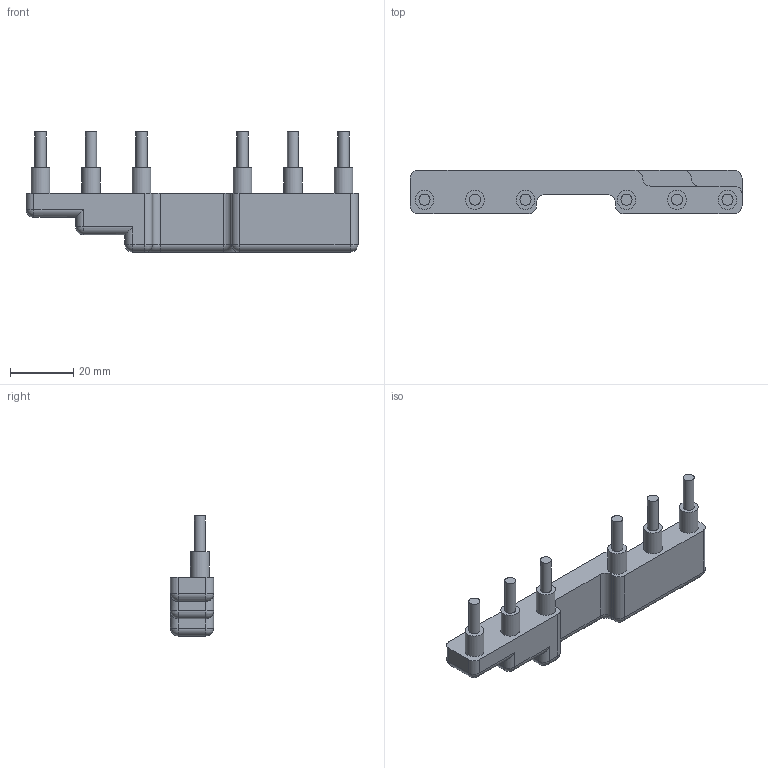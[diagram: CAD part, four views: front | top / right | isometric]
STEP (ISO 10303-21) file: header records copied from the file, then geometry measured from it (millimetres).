
FILE_DESCRIPTION((''),'2;1');
FILE_NAME('12C90085G01 - 300-RWS40 R1.stp','2015-05-26T11:21:38',('rshanor'),(''),'Autodesk Inventor 2013','Autodesk Inventor 2013','');
FILE_SCHEMA(('AUTOMOTIVE_DESIGN { 1 2 10303 214 0 1 1 1 }'));
Length unit declared in the file: inch
Products named in the file (1): 12C90085G01
Bounding box: 105.2 x 13.7 x 38.1 mm (x, y, z)
Volume: 20780.6 mm3; surface area: 7905.4 mm2
Topology: 1 solids, 1 shells, 84 faces, 182 edges, 102 vertices
Faces by surface type: cylinder 43, plane 29, sphere 10, torus 2
Full cylindrical faces by diameter (mm): 3.5 x6, 6 x6
Entity records: 2262 total; most frequent: DIRECTION 414, CARTESIAN_POINT 347, ORIENTED_EDGE 320, AXIS2_PLACEMENT_3D 169, EDGE_CURVE 160, EDGE_LOOP 108, VERTEX_POINT 102, STYLED_ITEM 85
